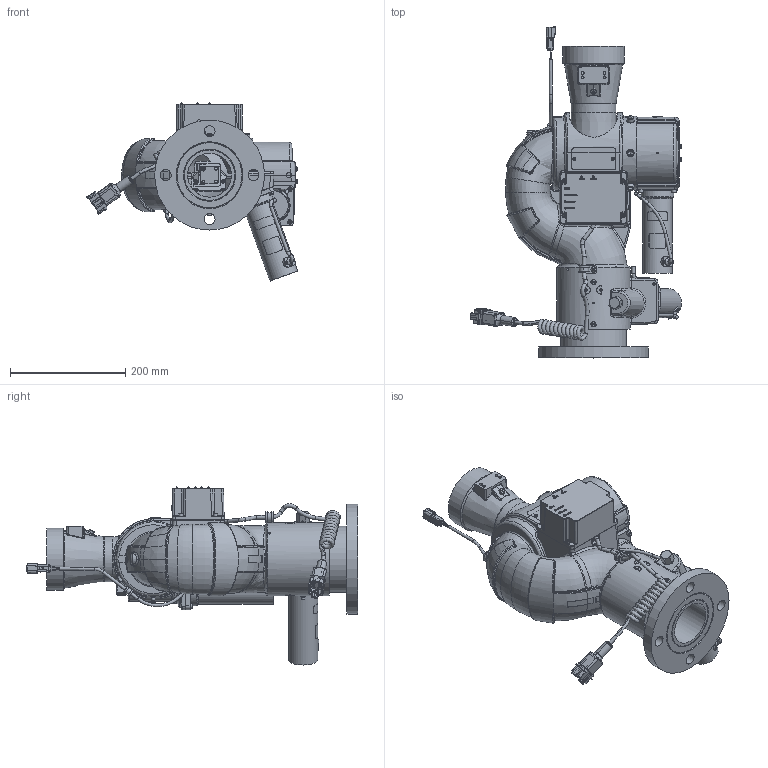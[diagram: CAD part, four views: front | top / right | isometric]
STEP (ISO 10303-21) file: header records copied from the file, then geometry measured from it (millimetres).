
FILE_DESCRIPTION (( 'STEP AP203' ), '1' );
FILE_NAME ('7250HDX2 FO.STEP', '2019-12-02T15:40:08', ( '' ), ( '' ), 'SwSTEP 2.0', 'SolidWorks 2019', '' );
FILE_SCHEMA (( 'CONFIG_CONTROL_DESIGN' ));
Products named in the file (1): 7250HDX2 FO
Bounding box: 366.11 x 575.8 x 308.78 mm (x, y, z)
Surface area: 615107.5 mm2 (no closed solid volume)
Topology: 0 solids, 155 shells, 1706 faces, 7083 edges, 5363 vertices
Faces by surface type: plane 615, bspline 497, cylinder 454, cone 88, torus 46, sphere 6
Full cylindrical faces by diameter (mm): 1.575 x4, 1.984 x1, 2.769 x1, 2.778 x1, 2.997 x6, 3.175 x1, 3.454 x1, 3.797 x4, 4.039 x9, 4.166 x1, 4.826 x1, 5 x2, 5.08 x8, 5.105 x2, 5.563 x2, 5.842 x4, 6.35 x3, 6.731 x1, 6.858 x8, 7.137 x1, 7.62 x5, 7.874 x1, 7.925 x1, 7.937 x1, 7.938 x13, 8.433 x2, 9.169 x1, 9.525 x2, 11.908 x5, 12.7 x4
Entity records: 122079 total; most frequent: CARTESIAN_POINT 71341, ORIENTED_EDGE 9782, DIRECTION 8750, EDGE_CURVE 6698, VERTEX_POINT 5246, VECTOR 3420, LINE 3420, AXIS2_PLACEMENT_3D 2665
